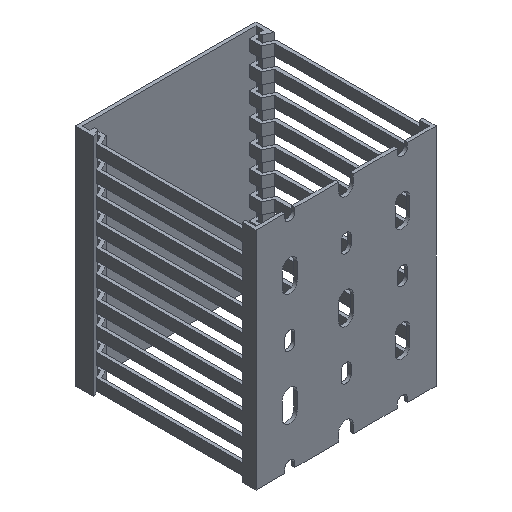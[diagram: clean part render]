
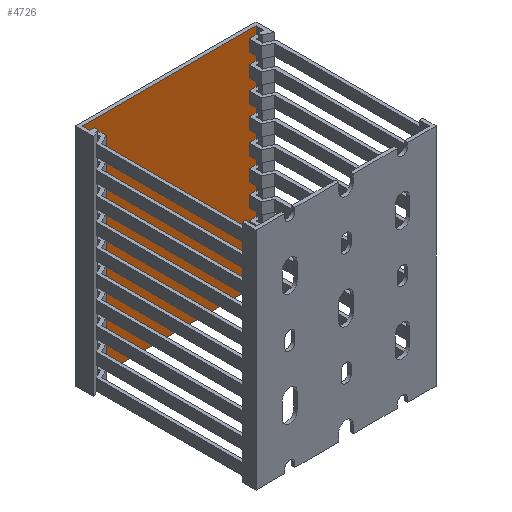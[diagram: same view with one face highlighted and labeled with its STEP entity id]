
A CAD part, isometric view. The second image highlights one B-rep face of the part: STEP entity #4726.
In plain terms, the highlighted planar face has unit normal (0, -1, 0).
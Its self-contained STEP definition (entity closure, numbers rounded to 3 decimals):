
#87 = CARTESIAN_POINT ( 'NONE',  ( -38.5, 78.5, -100. ) ) ;
#103 = DIRECTION ( 'NONE',  ( 1., 0., 0. ) ) ;
#591 = ORIENTED_EDGE ( 'NONE', *, *, #8011, .F. ) ;
#813 = CARTESIAN_POINT ( 'NONE',  ( 38.5, 78.5, -100. ) ) ;
#863 = CARTESIAN_POINT ( 'NONE',  ( -38.5, 78.5, -100. ) ) ;
#1033 = DIRECTION ( 'NONE',  ( 0., 0., 1. ) ) ;
#1075 = EDGE_CURVE ( 'NONE', #8104, #1258, #1553, .T. ) ;
#1258 = VERTEX_POINT ( 'NONE', #3922 ) ;
#1358 = CARTESIAN_POINT ( 'NONE',  ( -38.5, 78.5, -100. ) ) ;
#1553 = LINE ( 'NONE', #5419, #8610 ) ;
#1590 = DIRECTION ( 'NONE',  ( 0., 0., -1. ) ) ;
#2069 = FACE_OUTER_BOUND ( 'NONE', #6246, .T. ) ;
#2296 = EDGE_CURVE ( 'NONE', #5761, #1258, #3055, .T. ) ;
#3055 = LINE ( 'NONE', #6629, #4114 ) ;
#3359 = CARTESIAN_POINT ( 'NONE',  ( -38.5, 78.5, 0. ) ) ;
#3922 = CARTESIAN_POINT ( 'NONE',  ( 38.5, 78.5, 0. ) ) ;
#4114 = VECTOR ( 'NONE', #103, 1000. ) ;
#4158 = DIRECTION ( 'NONE',  ( 1., 0., 0. ) ) ;
#4726 = ADVANCED_FACE ( 'NONE', ( #2069 ), #4972, .T. ) ;
#4972 = PLANE ( 'NONE',  #5324 ) ;
#5090 = LINE ( 'NONE', #87, #7012 ) ;
#5188 = DIRECTION ( 'NONE',  ( 0., 0., 1. ) ) ;
#5218 = VERTEX_POINT ( 'NONE', #863 ) ;
#5324 = AXIS2_PLACEMENT_3D ( 'NONE', #1358, #8111, #1590 ) ;
#5419 = CARTESIAN_POINT ( 'NONE',  ( 38.5, 78.5, -100. ) ) ;
#5637 = CARTESIAN_POINT ( 'NONE',  ( -38.5, 78.5, -100. ) ) ;
#5761 = VERTEX_POINT ( 'NONE', #3359 ) ;
#5875 = ORIENTED_EDGE ( 'NONE', *, *, #6353, .T. ) ;
#6246 = EDGE_LOOP ( 'NONE', ( #6708, #591, #5875, #8993 ) ) ;
#6353 = EDGE_CURVE ( 'NONE', #5218, #8104, #6395, .T. ) ;
#6395 = LINE ( 'NONE', #5637, #7502 ) ;
#6629 = CARTESIAN_POINT ( 'NONE',  ( -38.5, 78.5, 0. ) ) ;
#6708 = ORIENTED_EDGE ( 'NONE', *, *, #2296, .F. ) ;
#7012 = VECTOR ( 'NONE', #5188, 1000. ) ;
#7502 = VECTOR ( 'NONE', #4158, 1000. ) ;
#8011 = EDGE_CURVE ( 'NONE', #5218, #5761, #5090, .T. ) ;
#8104 = VERTEX_POINT ( 'NONE', #813 ) ;
#8111 = DIRECTION ( 'NONE',  ( 0., -1., 0. ) ) ;
#8610 = VECTOR ( 'NONE', #1033, 1000. ) ;
#8993 = ORIENTED_EDGE ( 'NONE', *, *, #1075, .T. ) ;
